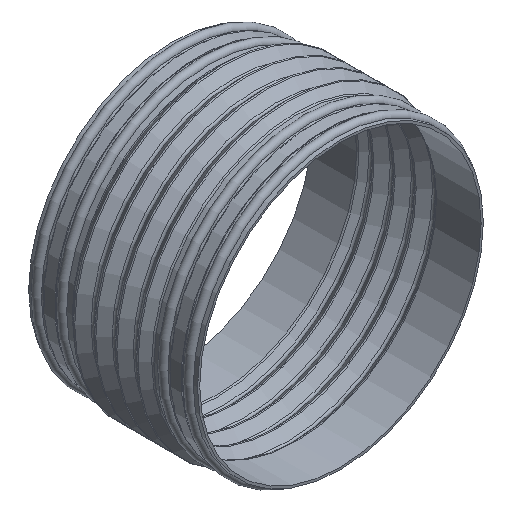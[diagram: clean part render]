
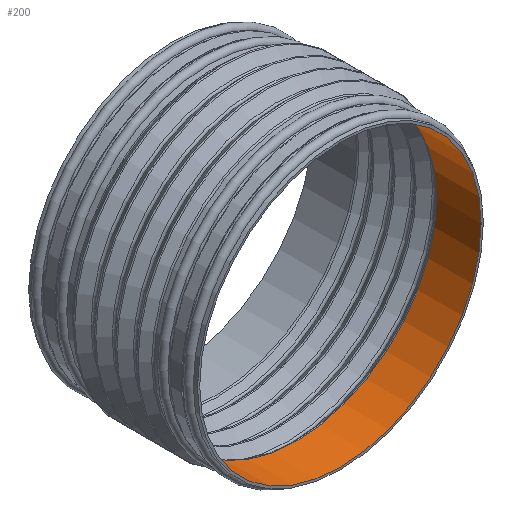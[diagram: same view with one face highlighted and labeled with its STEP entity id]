
A CAD part, isometric view. The second image highlights one B-rep face of the part: STEP entity #200.
In plain terms, the highlighted cylindrical face has radius 125 mm (diameter 250 mm), a full revolution.
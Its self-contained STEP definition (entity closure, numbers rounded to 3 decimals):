
#200 = ADVANCED_FACE( '', ( #472, #473 ), #474, .F. );
#472 = FACE_OUTER_BOUND( '', #819, .T. );
#473 = FACE_OUTER_BOUND( '', #820, .T. );
#474 = CYLINDRICAL_SURFACE( '', #821, 125. );
#819 = EDGE_LOOP( '', ( #1329 ) );
#820 = EDGE_LOOP( '', ( #1330 ) );
#821 = AXIS2_PLACEMENT_3D( '', #1331, #1332, #1333 );
#1329 = ORIENTED_EDGE( '', *, *, #1885, .T. );
#1330 = ORIENTED_EDGE( '', *, *, #1847, .F. );
#1331 = CARTESIAN_POINT( '', ( 0., 0., 0. ) );
#1332 = DIRECTION( '', ( 0., 1., 0. ) );
#1333 = DIRECTION( '', ( 0., 0., -1. ) );
#1847 = EDGE_CURVE( '', #2199, #2199, #2200, .T. );
#1885 = EDGE_CURVE( '', #2253, #2253, #2254, .T. );
#2199 = VERTEX_POINT( '', #2640 );
#2200 = CIRCLE( '', #2641, 125. );
#2253 = VERTEX_POINT( '', #2700 );
#2254 = CIRCLE( '', #2701, 125. );
#2640 = CARTESIAN_POINT( '', ( 0., 39.5, -125. ) );
#2641 = AXIS2_PLACEMENT_3D( '', #3041, #3042, #3043 );
#2700 = CARTESIAN_POINT( '', ( 0., 0., -125. ) );
#2701 = AXIS2_PLACEMENT_3D( '', #3095, #3096, #3097 );
#3041 = CARTESIAN_POINT( '', ( 0., 39.5, 0. ) );
#3042 = DIRECTION( '', ( 0., -1., 0. ) );
#3043 = DIRECTION( '', ( 0., 0., -1. ) );
#3095 = CARTESIAN_POINT( '', ( 0., 0., 0. ) );
#3096 = DIRECTION( '', ( 0., -1., 0. ) );
#3097 = DIRECTION( '', ( 0., 0., -1. ) );
